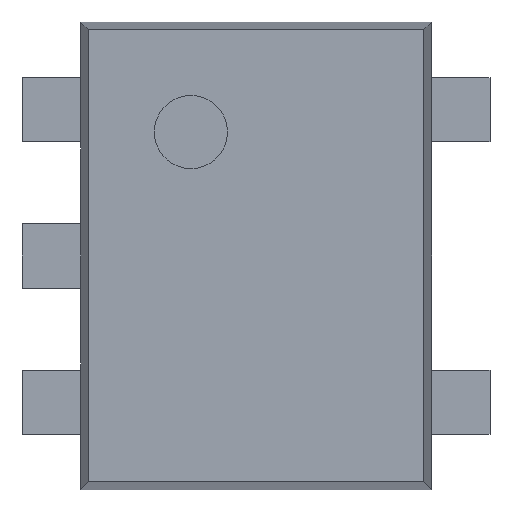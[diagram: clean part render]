
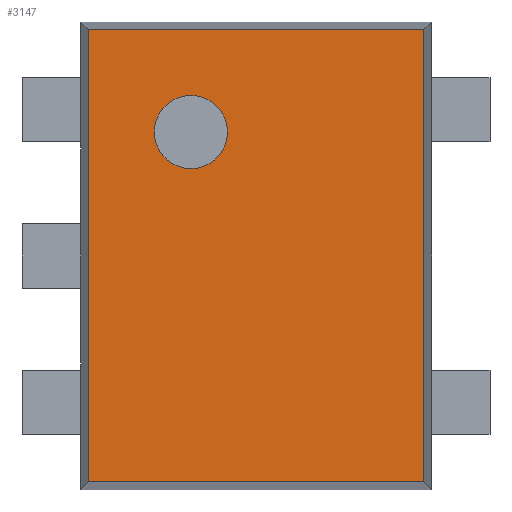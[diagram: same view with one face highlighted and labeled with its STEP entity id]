
A CAD part, top view. The second image highlights one B-rep face of the part: STEP entity #3147.
In plain terms, the highlighted planar face has unit normal (0, 0, 1).
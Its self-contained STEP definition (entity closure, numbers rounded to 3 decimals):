
#36=CARTESIAN_POINT('',(0.,0.));
#39=( GEOMETRIC_REPRESENTATION_CONTEXT(2) PARAMETRIC_REPRESENTATION_CONTEXT() REPRESENTATION_CONTEXT('2D SPACE','') );
#115=VECTOR('',#116,1.);
#116=DIRECTION('',(0.,1.,0.));
#125=DIRECTION('',(0.,0.,-1.));
#357=CARTESIAN_POINT('',(0.6,-0.8,0.11));
#359=CARTESIAN_POINT('',(0.6,0.8,0.11));
#828=VECTOR('',#829,1.);
#829=DIRECTION('',(0.,-1.,0.));
#837=CARTESIAN_POINT('',(-0.6,0.8,0.11));
#839=CARTESIAN_POINT('',(-0.6,-0.8,0.11));
#848=VECTOR('',#849,1.);
#849=DIRECTION('',(-1.,0.,0.));
#889=VECTOR('',#890,1.);
#890=DIRECTION('',(1.,0.,0.));
#954=B_SPLINE_SURFACE_WITH_KNOTS('',1,1,((#357,#955),(#359,#956)),.UNSPECIFIED.,.F.,.F.,.F.,(2,2),(2,2),(0.,1.6),(0.,1.),.PIECEWISE_BEZIER_KNOTS.);
#955=CARTESIAN_POINT('',(0.573,-0.773,0.63));
#956=CARTESIAN_POINT('',(0.573,0.773,0.63));
#979=CARTESIAN_POINT('',(0.,1.));
#1466=B_SPLINE_SURFACE_WITH_KNOTS('',1,1,((#837,#1467),(#839,#1468)),.UNSPECIFIED.,.F.,.F.,.F.,(2,2),(2,2),(0.,1.6),(0.,1.),.PIECEWISE_BEZIER_KNOTS.);
#1467=CARTESIAN_POINT('',(-0.573,0.773,0.63));
#1468=CARTESIAN_POINT('',(-0.573,-0.773,0.63));
#1480=B_SPLINE_SURFACE_WITH_KNOTS('',1,1,((#359,#956),(#837,#1467)),.UNSPECIFIED.,.F.,.F.,.F.,(2,2),(2,2),(0.,1.2),(0.,1.),.PIECEWISE_BEZIER_KNOTS.);
#2723=B_SPLINE_SURFACE_WITH_KNOTS('',1,1,((#839,#1468),(#357,#955)),.UNSPECIFIED.,.F.,.F.,.F.,(2,2),(2,2),(0.,1.2),(0.,1.),.PIECEWISE_BEZIER_KNOTS.);
#2744=VERTEX_POINT('',#956);
#2749=ORIENTED_EDGE('',*,*,#2750,.F.);
#2750=EDGE_CURVE('',#2751,#2744,#2752,.T.);
#2751=VERTEX_POINT('',#955);
#2752=SURFACE_CURVE('',#2753,(#2754,#2758),.PCURVE_S1.);
#2753=LINE('',#955,#115);
#2754=PCURVE('',#954,#2755);
#2755=DEFINITIONAL_REPRESENTATION('',(#2756),#39);
#2756=B_SPLINE_CURVE_WITH_KNOTS('',1,(#979,#2757),.UNSPECIFIED.,.F.,.F.,(2,2),(0.,1.545),.PIECEWISE_BEZIER_KNOTS.);
#2757=CARTESIAN_POINT('',(1.6,1.));
#2758=PCURVE('',#2759,#2762);
#2759=PLANE('',#2760);
#2760=AXIS2_PLACEMENT_3D('',#1467,#125,#2761);
#2761=DIRECTION('',(0.595,-0.803,0.));
#2762=DEFINITIONAL_REPRESENTATION('',(#2763),#39);
#2763=LINE('',#2764,#2765);
#2764=CARTESIAN_POINT('',(1.924,0.));
#2765=VECTOR('',#2766,1.);
#2766=DIRECTION('',(-0.803,-0.595));
#2842=VERTEX_POINT('',#1468);
#2847=ORIENTED_EDGE('',*,*,#2848,.F.);
#2848=EDGE_CURVE('',#2849,#2842,#2850,.T.);
#2849=VERTEX_POINT('',#1467);
#2850=SURFACE_CURVE('',#2851,(#2852,#2853),.PCURVE_S1.);
#2851=LINE('',#1467,#828);
#2852=PCURVE('',#1466,#2755);
#2853=PCURVE('',#2759,#2854);
#2854=DEFINITIONAL_REPRESENTATION('',(#2855),#39);
#2855=LINE('',#36,#2856);
#2856=VECTOR('',#2857,1.);
#2857=DIRECTION('',(0.803,0.595));
#2898=ORIENTED_EDGE('',*,*,#2899,.F.);
#2899=EDGE_CURVE('',#2744,#2849,#2900,.T.);
#2900=SURFACE_CURVE('',#2901,(#2902,#2906),.PCURVE_S1.);
#2901=LINE('',#956,#848);
#2902=PCURVE('',#1480,#2903);
#2903=DEFINITIONAL_REPRESENTATION('',(#2904),#39);
#2904=B_SPLINE_CURVE_WITH_KNOTS('',1,(#979,#2905),.UNSPECIFIED.,.F.,.F.,(2,2),(0.,1.145),.PIECEWISE_BEZIER_KNOTS.);
#2905=CARTESIAN_POINT('',(1.2,1.));
#2906=PCURVE('',#2759,#2907);
#2907=DEFINITIONAL_REPRESENTATION('',(#2908),#39);
#2908=LINE('',#2909,#2910);
#2909=CARTESIAN_POINT('',(0.682,-0.92));
#2910=VECTOR('',#2911,1.);
#2911=DIRECTION('',(-0.595,0.803));
#3124=ORIENTED_EDGE('',*,*,#3125,.F.);
#3125=EDGE_CURVE('',#2842,#2751,#3126,.T.);
#3126=SURFACE_CURVE('',#3127,(#3128,#3129),.PCURVE_S1.);
#3127=LINE('',#1468,#889);
#3128=PCURVE('',#2723,#2903);
#3129=PCURVE('',#2759,#3130);
#3130=DEFINITIONAL_REPRESENTATION('',(#3131),#39);
#3131=LINE('',#3132,#3133);
#3132=CARTESIAN_POINT('',(1.242,0.92));
#3133=VECTOR('',#3134,1.);
#3134=DIRECTION('',(0.595,-0.803));
#3147=ADVANCED_FACE('',(#3148,#3150),#2759,.F.);
#3148=FACE_BOUND('',#3149,.F.);
#3149=EDGE_LOOP('',(#2847,#2898,#2749,#3124));
#3150=FACE_BOUND('',#3151,.F.);
#3151=EDGE_LOOP('',(#3152));
#3152=ORIENTED_EDGE('',*,*,#3153,.T.);
#3153=EDGE_CURVE('',#3154,#3154,#3156,.T.);
#3154=VERTEX_POINT('',#3155);
#3155=CARTESIAN_POINT('',(-0.223,0.298,0.63));
#3156=SURFACE_CURVE('',#3157,(#3161,#3170),.PCURVE_S1.);
#3157=CIRCLE('',#3158,0.125);
#3158=AXIS2_PLACEMENT_3D('',#3159,#3160,#829);
#3159=CARTESIAN_POINT('',(-0.223,0.423,0.63));
#3160=DIRECTION('',(-0.,0.,1.));
#3161=PCURVE('',#2759,#3162);
#3162=DEFINITIONAL_REPRESENTATION('',(#3163),#39);
#3163=( BOUNDED_CURVE() B_SPLINE_CURVE(2,(#3164,#3165,#3166,#3167,#3168,#3169,#3164),.UNSPECIFIED.,.T.,.F.) B_SPLINE_CURVE_WITH_KNOTS((1,2,2,2,2,1),(-2.094,0.,2.094,4.189,6.283,8.378),.UNSPECIFIED.) CURVE() GEOMETRIC_REPRESENTATION_ITEM() RATIONAL_B_SPLINE_CURVE((1.,0.5,1.,0.5,1.,0.5,1.)) REPRESENTATION_ITEM('') );
#3164=CARTESIAN_POINT('',(0.59,0.002));
#3165=CARTESIAN_POINT('',(0.719,-0.172));
#3166=CARTESIAN_POINT('',(0.504,-0.197));
#3167=CARTESIAN_POINT('',(0.289,-0.222));
#3168=CARTESIAN_POINT('',(0.375,-0.023));
#3169=CARTESIAN_POINT('',(0.461,0.176));
#3170=PCURVE('',#3171,#3174);
#3171=CYLINDRICAL_SURFACE('',#3172,0.125);
#3172=AXIS2_PLACEMENT_3D('',#3159,#3173,#829);
#3173=DIRECTION('',(-0.,0.,-1.));
#3174=DEFINITIONAL_REPRESENTATION('',(#3175),#39);
#3175=LINE('',#3176,#3177);
#3176=CARTESIAN_POINT('',(-0.,0.));
#3177=VECTOR('',#3178,1.);
#3178=DIRECTION('',(-1.,0.));
